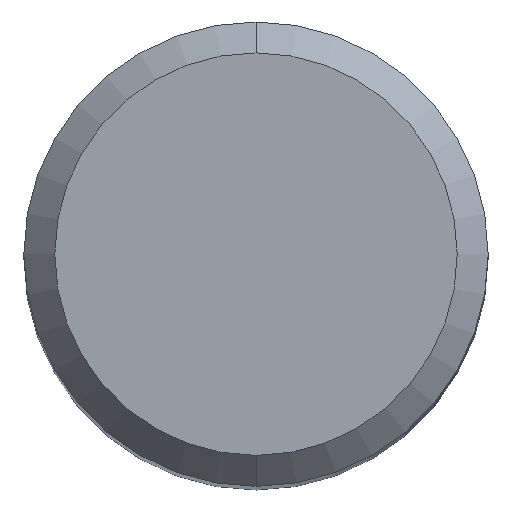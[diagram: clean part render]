
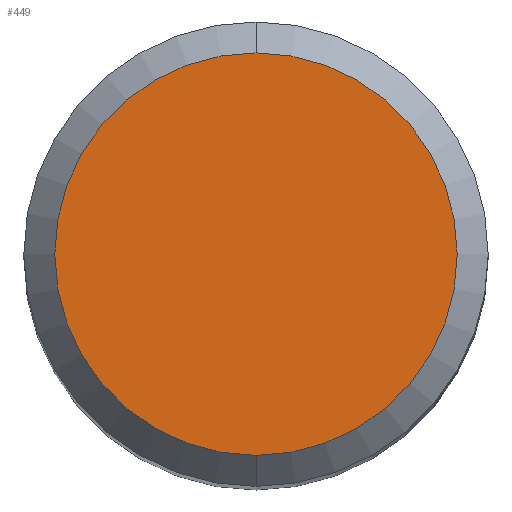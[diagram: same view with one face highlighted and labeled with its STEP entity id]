
A CAD part, top view. The second image highlights one B-rep face of the part: STEP entity #449.
In plain terms, the highlighted planar face has unit normal (0, 0, 1).
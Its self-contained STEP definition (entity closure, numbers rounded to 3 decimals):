
#279=VERTEX_POINT('',#679);
#379=VERTEX_POINT('',#790);
#411=EDGE_CURVE('',#279,#379,#824,.T.);
#449=ADVANCED_FACE('',(#864),#865,.T.);
#547=EDGE_CURVE('',#379,#279,#975,.T.);
#679=CARTESIAN_POINT('',(0.0,2.6,0.0));
#790=CARTESIAN_POINT('',(0.,-2.6,0.0));
#824=CIRCLE('',#1385,2.6);
#864=FACE_OUTER_BOUND('',#1469,.T.);
#865=PLANE('',#1470);
#975=CIRCLE('',#1698,2.6);
#1385=AXIS2_PLACEMENT_3D('',#2048,#2049,#2050);
#1469=EDGE_LOOP('',(#2106,#2107));
#1470=AXIS2_PLACEMENT_3D('',#2108,#2109,#2110);
#1698=AXIS2_PLACEMENT_3D('',#2241,#2242,#2243);
#2048=CARTESIAN_POINT('',(0.0,0.0,0.0));
#2049=DIRECTION('',(0.0,0.0,-1.0));
#2050=DIRECTION('',(0.0,1.0,0.0));
#2106=ORIENTED_EDGE('',*,*,#411,.F.);
#2107=ORIENTED_EDGE('',*,*,#547,.F.);
#2108=CARTESIAN_POINT('',(0.0,1.3,0.0));
#2109=DIRECTION('',(-0.0,0.0,1.0));
#2110=DIRECTION('',(0.0,-1.0,0.0));
#2241=CARTESIAN_POINT('',(0.0,0.0,0.0));
#2242=DIRECTION('',(0.0,0.0,-1.0));
#2243=DIRECTION('',(0.0,1.0,0.0));
